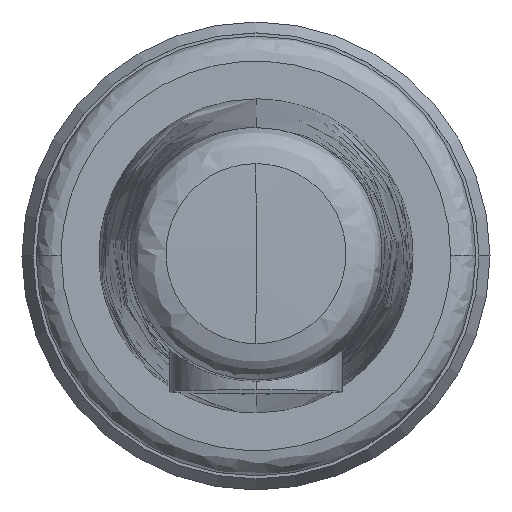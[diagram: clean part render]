
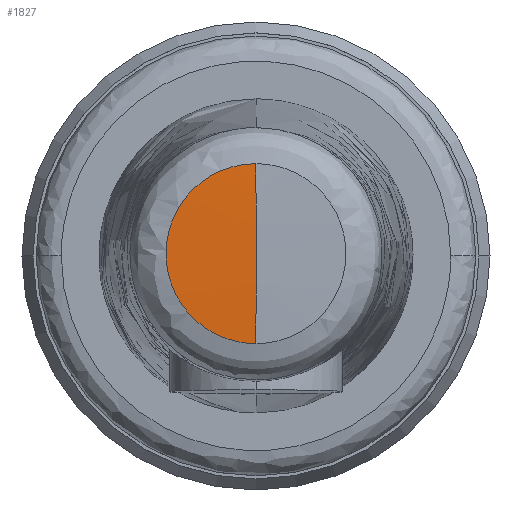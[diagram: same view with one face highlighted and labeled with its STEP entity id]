
A CAD part, top view. The second image highlights one B-rep face of the part: STEP entity #1827.
In plain terms, the highlighted spherical face has radius 353 mm.
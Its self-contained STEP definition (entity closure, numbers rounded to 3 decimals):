
#47 = CARTESIAN_POINT ( 'NONE',  ( -13.951, -3.749, 214.209 ) ) ;
#60 = CARTESIAN_POINT ( 'NONE',  ( -11.454, 8.803, 214.209 ) ) ;
#82 = CARTESIAN_POINT ( 'NONE',  ( -7.214, -12.516, 214.209 ) ) ;
#99 = CARTESIAN_POINT ( 'NONE',  ( -12.516, -7.214, 214.209 ) ) ;
#140 = SPHERICAL_SURFACE ( 'NONE', #1197, 353. ) ;
#205 = CARTESIAN_POINT ( 'NONE',  ( -14.324, -1.875, 214.209 ) ) ;
#237 = CARTESIAN_POINT ( 'NONE',  ( -8.803, 11.454, 214.209 ) ) ;
#246 = DIRECTION ( 'NONE',  ( 0., 1., 0. ) ) ;
#249 = CARTESIAN_POINT ( 'NONE',  ( -11.454, -8.803, 214.209 ) ) ;
#252 = ORIENTED_EDGE ( 'NONE', *, *, #442, .F. ) ;
#442 = EDGE_CURVE ( 'NONE', #901, #464, #1424, .T. ) ;
#464 = VERTEX_POINT ( 'NONE', #2042 ) ;
#611 = DIRECTION ( 'NONE',  ( -1., 0., 0. ) ) ;
#636 = CIRCLE ( 'NONE', #1999, 353. ) ;
#645 = AXIS2_PLACEMENT_3D ( 'NONE', #899, #1569, #246 ) ;
#769 = EDGE_CURVE ( 'NONE', #901, #1987, #979, .T. ) ;
#770 = EDGE_LOOP ( 'NONE', ( #1477, #1480, #252 ) ) ;
#880 = CARTESIAN_POINT ( 'NONE',  ( -1.875, 14.324, 214.209 ) ) ;
#899 = CARTESIAN_POINT ( 'NONE',  ( 0., 0., -138.5 ) ) ;
#901 = VERTEX_POINT ( 'NONE', #1433 ) ;
#979 = B_SPLINE_CURVE_WITH_KNOTS ( 'NONE', 3,
 ( #1548, #880, #1403, #2066, #237, #60, #1709, #2058, #1533, #205, #47, #99, #249, #2090, #82, #1586, #1594, #1918 ),
 .UNSPECIFIED., .F., .F.,
 ( 4, 2, 2, 2, 2, 2, 2, 2, 4 ),
 ( 0., 0.063, 0.125, 0.188, 0.25, 0.313, 0.375, 0.438, 0.5 ),
 .UNSPECIFIED. ) ;
#991 = EDGE_CURVE ( 'NONE', #1987, #464, #636, .T. ) ;
#1123 = DIRECTION ( 'NONE',  ( 0., -1., 0. ) ) ;
#1132 = FACE_OUTER_BOUND ( 'NONE', #770, .T. ) ;
#1143 = CARTESIAN_POINT ( 'NONE',  ( 0., 0., -138.5 ) ) ;
#1197 = AXIS2_PLACEMENT_3D ( 'NONE', #1143, #1851, #2004 ) ;
#1403 = CARTESIAN_POINT ( 'NONE',  ( -3.749, 13.951, 214.209 ) ) ;
#1424 = CIRCLE ( 'NONE', #645, 353. ) ;
#1433 = CARTESIAN_POINT ( 'NONE',  ( 0., 14.324, 214.209 ) ) ;
#1477 = ORIENTED_EDGE ( 'NONE', *, *, #769, .T. ) ;
#1480 = ORIENTED_EDGE ( 'NONE', *, *, #991, .T. ) ;
#1533 = CARTESIAN_POINT ( 'NONE',  ( -14.324, 1.875, 214.209 ) ) ;
#1548 = CARTESIAN_POINT ( 'NONE',  ( 0., 14.324, 214.209 ) ) ;
#1569 = DIRECTION ( 'NONE',  ( 1., 0., 0. ) ) ;
#1586 = CARTESIAN_POINT ( 'NONE',  ( -3.749, -13.951, 214.209 ) ) ;
#1594 = CARTESIAN_POINT ( 'NONE',  ( -1.875, -14.324, 214.209 ) ) ;
#1709 = CARTESIAN_POINT ( 'NONE',  ( -12.516, 7.214, 214.209 ) ) ;
#1812 = CARTESIAN_POINT ( 'NONE',  ( 0., -14.324, 214.209 ) ) ;
#1827 = ADVANCED_FACE ( 'NONE', ( #1132 ), #140, .T. ) ;
#1851 = DIRECTION ( 'NONE',  ( -1., 0., 0. ) ) ;
#1918 = CARTESIAN_POINT ( 'NONE',  ( 0., -14.324, 214.209 ) ) ;
#1987 = VERTEX_POINT ( 'NONE', #1812 ) ;
#1999 = AXIS2_PLACEMENT_3D ( 'NONE', #2125, #611, #1123 ) ;
#2004 = DIRECTION ( 'NONE',  ( 0., 1., 0. ) ) ;
#2042 = CARTESIAN_POINT ( 'NONE',  ( 0., 0., 214.5 ) ) ;
#2058 = CARTESIAN_POINT ( 'NONE',  ( -13.951, 3.749, 214.209 ) ) ;
#2066 = CARTESIAN_POINT ( 'NONE',  ( -7.214, 12.516, 214.209 ) ) ;
#2090 = CARTESIAN_POINT ( 'NONE',  ( -8.803, -11.454, 214.209 ) ) ;
#2125 = CARTESIAN_POINT ( 'NONE',  ( 0., 0., -138.5 ) ) ;
